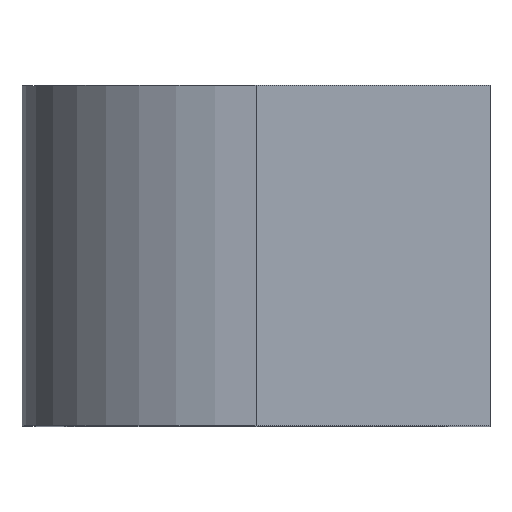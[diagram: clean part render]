
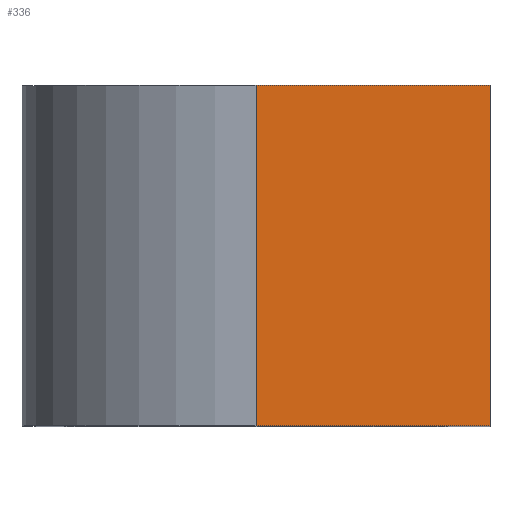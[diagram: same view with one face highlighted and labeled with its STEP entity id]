
A CAD part, top view. The second image highlights one B-rep face of the part: STEP entity #336.
In plain terms, the highlighted planar face has unit normal (0, 0, 1).
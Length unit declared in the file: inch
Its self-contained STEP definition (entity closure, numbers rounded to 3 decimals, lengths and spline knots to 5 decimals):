
#54=FACE_OUTER_BOUND('',#77,.T.);
#77=EDGE_LOOP('',(#269,#270,#271,#272));
#101=LINE('',#535,#131);
#109=LINE('',#554,#139);
#110=LINE('',#561,#140);
#111=LINE('',#562,#141);
#131=VECTOR('',#439,0.3937);
#139=VECTOR('',#455,0.3937);
#140=VECTOR('',#462,0.3937);
#141=VECTOR('',#463,0.3937);
#160=VERTEX_POINT('',#533);
#161=VERTEX_POINT('',#534);
#167=VERTEX_POINT('',#550);
#171=VERTEX_POINT('',#560);
#196=EDGE_CURVE('',#160,#161,#101,.T.);
#206=EDGE_CURVE('',#160,#167,#109,.T.);
#209=EDGE_CURVE('',#171,#161,#110,.T.);
#210=EDGE_CURVE('',#167,#171,#111,.T.);
#269=ORIENTED_EDGE('',*,*,#209,.F.);
#270=ORIENTED_EDGE('',*,*,#210,.F.);
#271=ORIENTED_EDGE('',*,*,#206,.F.);
#272=ORIENTED_EDGE('',*,*,#196,.T.);
#323=PLANE('',#387);
#336=ADVANCED_FACE('',(#54),#323,.T.);
#387=AXIS2_PLACEMENT_3D('',#559,#460,#461);
#439=DIRECTION('',(-1.,0.,0.));
#455=DIRECTION('',(0.,-1.,0.));
#460=DIRECTION('center_axis',(0.,0.,
1.));
#461=DIRECTION('ref_axis',(0.,1.,0.));
#462=DIRECTION('',(0.,1.,0.));
#463=DIRECTION('',(-1.,0.,0.));
#533=CARTESIAN_POINT('',(0.6875,0.5,1.));
#534=CARTESIAN_POINT('',(0.,0.5,1.));
#535=CARTESIAN_POINT('',(0.6875,0.5,1.));
#550=CARTESIAN_POINT('',(0.6875,-0.5,1.));
#554=CARTESIAN_POINT('',(0.6875,0.5,1.));
#559=CARTESIAN_POINT('Origin',(0.6875,-0.5,1.));
#560=CARTESIAN_POINT('',(0.,-0.5,1.));
#561=CARTESIAN_POINT('',(0.,0.,1.));
#562=CARTESIAN_POINT('',(0.6875,-0.5,1.));
